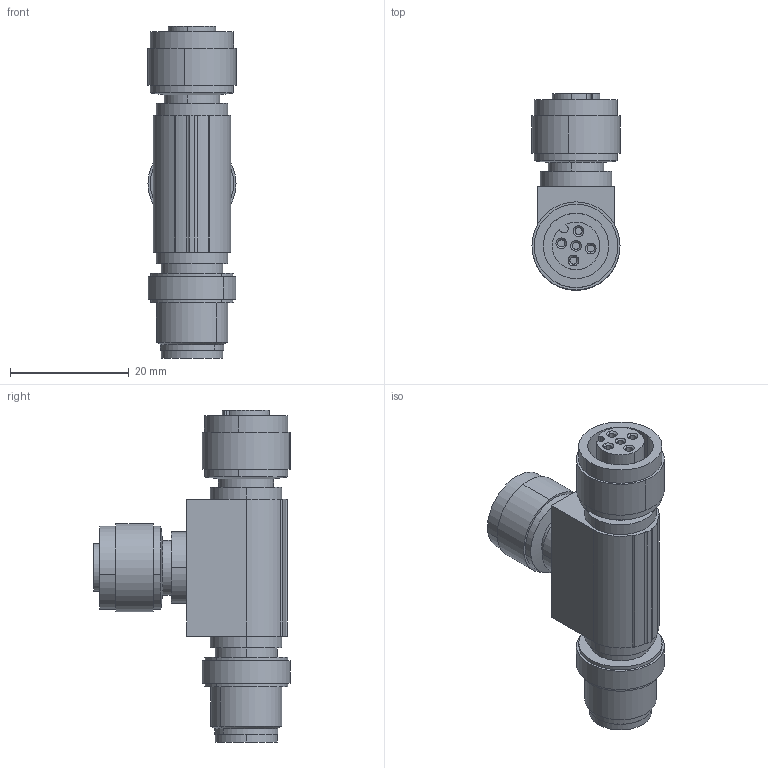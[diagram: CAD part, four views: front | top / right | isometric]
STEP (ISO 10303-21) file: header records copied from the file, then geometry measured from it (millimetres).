
FILE_DESCRIPTION((''),'2;1');
FILE_NAME('CAD-8873','2023-10-23T08:54:46',('creinig-se'),(''),'CREO PARAMETRIC BY PTC INC, 2022284','CREO PARAMETRIC BY PTC INC, 2022284','');
FILE_SCHEMA(('CONFIG_CONTROL_DESIGN','SHAPE_APPEARANCE_LAYERS_GROUPS'));
Length unit declared in the file: millimetre
Products named in the file (1): CAD-8873
Bounding box: 14.8 x 33 x 55.8 mm (x, y, z)
Volume: 9844.9 mm3; surface area: 5618.9 mm2
Topology: 1 solids, 1 shells, 166 faces, 359 edges, 230 vertices
Faces by surface type: cylinder 91, plane 47, cone 28
Entity records: 6853 total; most frequent: DIRECTION 903, CARTESIAN_POINT 755, ORIENTED_EDGE 718, PRESENTATION_STYLE_ASSIGNMENT 452, AXIS2_PLACEMENT_3D 378, STYLED_ITEM 360, CURVE_STYLE 359, EDGE_CURVE 359
